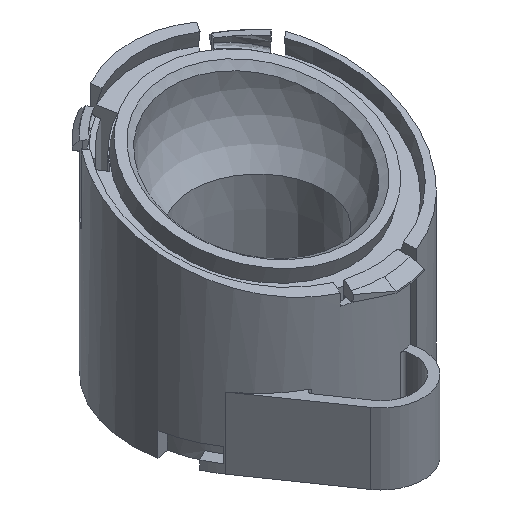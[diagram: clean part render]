
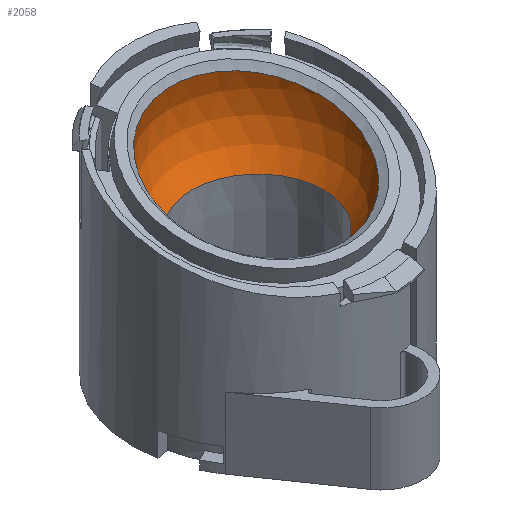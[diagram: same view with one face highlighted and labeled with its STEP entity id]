
A CAD part, isometric view. The second image highlights one B-rep face of the part: STEP entity #2058.
In plain terms, the highlighted spherical face has radius 15 mm.
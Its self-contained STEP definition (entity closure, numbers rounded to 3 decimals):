
#27=SPHERICAL_SURFACE('',#2249,15.);
#189=FACE_OUTER_BOUND('',#298,.T.);
#298=EDGE_LOOP('',(#1579,#1580,#1581,#1582,#1583));
#420=CIRCLE('',#2247,14.967);
#421=CIRCLE('',#2248,14.967);
#422=CIRCLE('',#2250,11.137);
#423=CIRCLE('',#2251,15.);
#922=VERTEX_POINT('',#3589);
#923=VERTEX_POINT('',#3591);
#924=VERTEX_POINT('',#3595);
#1178=EDGE_CURVE('',#922,#923,#420,.T.);
#1179=EDGE_CURVE('',#923,#922,#421,.T.);
#1180=EDGE_CURVE('',#924,#924,#422,.T.);
#1181=EDGE_CURVE('',#924,#923,#423,.T.);
#1579=ORIENTED_EDGE('',*,*,#1180,.F.);
#1580=ORIENTED_EDGE('',*,*,#1181,.T.);
#1581=ORIENTED_EDGE('',*,*,#1178,.F.);
#1582=ORIENTED_EDGE('',*,*,#1179,.F.);
#1583=ORIENTED_EDGE('',*,*,#1181,.F.);
#2058=ADVANCED_FACE('',(#189),#27,.F.);
#2247=AXIS2_PLACEMENT_3D('',#3592,#2656,#2657);
#2248=AXIS2_PLACEMENT_3D('',#3593,#2658,#2659);
#2249=AXIS2_PLACEMENT_3D('',#3594,#2660,#2661);
#2250=AXIS2_PLACEMENT_3D('',#3596,#2662,#2663);
#2251=AXIS2_PLACEMENT_3D('',#3597,#2664,#2665);
#2656=DIRECTION('center_axis',(0.,0.292,-0.956));
#2657=DIRECTION('ref_axis',(0.,0.956,0.292));
#2658=DIRECTION('center_axis',(0.,0.292,-0.956));
#2659=DIRECTION('ref_axis',(0.,0.956,0.292));
#2660=DIRECTION('center_axis',(0.,0.,1.));
#2661=DIRECTION('ref_axis',(1.,0.,0.));
#2662=DIRECTION('center_axis',(0.,0.,1.));
#2663=DIRECTION('ref_axis',(1.,0.,0.));
#2664=DIRECTION('center_axis',(0.,1.,0.));
#2665=DIRECTION('ref_axis',(-1.,0.,0.));
#3589=CARTESIAN_POINT('',(0.,-14.02,3.382));
#3591=CARTESIAN_POINT('',(-14.964,0.,7.668));
#3592=CARTESIAN_POINT('Origin',(0.,0.292,7.758));
#3593=CARTESIAN_POINT('Origin',(0.,0.292,7.758));
#3594=CARTESIAN_POINT('Origin',(0.,0.,8.714));
#3595=CARTESIAN_POINT('',(-11.137,0.,-1.335));
#3596=CARTESIAN_POINT('Origin',(0.,0.,-1.335));
#3597=CARTESIAN_POINT('Origin',(0.,0.,8.714));
